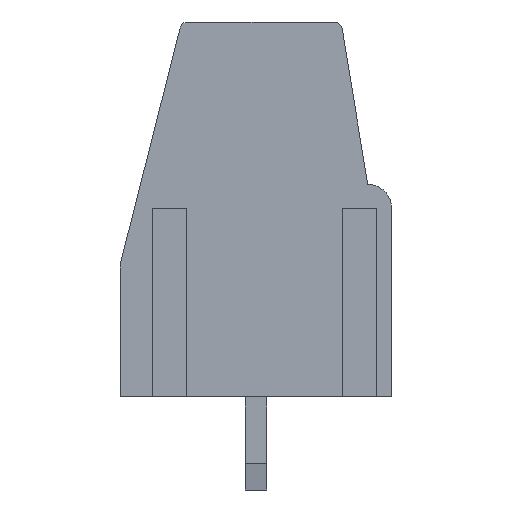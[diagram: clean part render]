
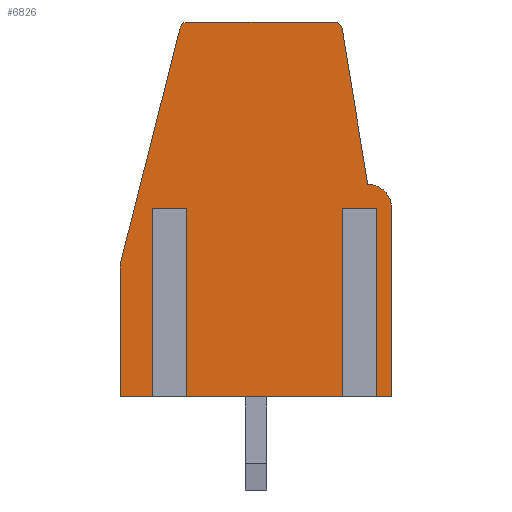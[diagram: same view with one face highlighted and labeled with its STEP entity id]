
A CAD part, left-side view. The second image highlights one B-rep face of the part: STEP entity #6826.
In plain terms, the highlighted planar face has unit normal (-1, 0, 0).
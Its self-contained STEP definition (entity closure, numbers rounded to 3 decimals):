
#4028 = VERTEX_POINT('',#4029);
#4029 = CARTESIAN_POINT('',(-33.02,2.586,14.1));
#4035 = EDGE_CURVE('',#4036,#4028,#4038,.T.);
#4036 = VERTEX_POINT('',#4037);
#4037 = CARTESIAN_POINT('',(-33.02,-2.925,14.1));
#4038 = LINE('',#4039,#4040);
#4039 = CARTESIAN_POINT('',(-33.02,-3.18,14.1));
#4040 = VECTOR('',#4041,1.);
#4041 = DIRECTION('',(0.,1.,0.));
#6110 = VERTEX_POINT('',#6111);
#6111 = CARTESIAN_POINT('',(-33.02,2.877,13.874));
#6117 = EDGE_CURVE('',#4028,#6110,#6118,.T.);
#6118 = CIRCLE('',#6119,0.3);
#6119 = AXIS2_PLACEMENT_3D('',#6120,#6121,#6122);
#6120 = CARTESIAN_POINT('',(-33.02,2.586,13.8));
#6121 = DIRECTION('',(-1.,0.,0.));
#6122 = DIRECTION('',(0.,-1.,0.));
#6826 = ADVANCED_FACE('',(#6827),#6951,.T.);
#6827 = FACE_BOUND('',#6828,.T.);
#6828 = EDGE_LOOP('',(#6829,#6839,#6847,#6855,#6863,#6871,#6880,#6888,
    #6895,#6896,#6897,#6905,#6913,#6921,#6929,#6937,#6945));
#6829 = ORIENTED_EDGE('',*,*,#6830,.F.);
#6830 = EDGE_CURVE('',#6831,#6833,#6835,.T.);
#6831 = VERTEX_POINT('',#6832);
#6832 = CARTESIAN_POINT('',(-33.02,-3.581,7.1));
#6833 = VERTEX_POINT('',#6834);
#6834 = CARTESIAN_POINT('',(-33.02,-3.581,0.));
#6835 = LINE('',#6836,#6837);
#6836 = CARTESIAN_POINT('',(-33.02,-3.581,6.7));
#6837 = VECTOR('',#6838,1.);
#6838 = DIRECTION('',(0.,0.,-1.));
#6839 = ORIENTED_EDGE('',*,*,#6840,.F.);
#6840 = EDGE_CURVE('',#6841,#6831,#6843,.T.);
#6841 = VERTEX_POINT('',#6842);
#6842 = CARTESIAN_POINT('',(-33.02,-4.179,7.1));
#6843 = LINE('',#6844,#6845);
#6844 = CARTESIAN_POINT('',(-33.02,-4.179,7.1));
#6845 = VECTOR('',#6846,1.);
#6846 = DIRECTION('',(0.,1.,0.));
#6847 = ORIENTED_EDGE('',*,*,#6848,.T.);
#6848 = EDGE_CURVE('',#6841,#6849,#6851,.T.);
#6849 = VERTEX_POINT('',#6850);
#6850 = CARTESIAN_POINT('',(-33.02,-4.179,0.));
#6851 = LINE('',#6852,#6853);
#6852 = CARTESIAN_POINT('',(-33.02,-4.179,6.7));
#6853 = VECTOR('',#6854,1.);
#6854 = DIRECTION('',(0.,0.,-1.));
#6855 = ORIENTED_EDGE('',*,*,#6856,.T.);
#6856 = EDGE_CURVE('',#6849,#6857,#6859,.T.);
#6857 = VERTEX_POINT('',#6858);
#6858 = CARTESIAN_POINT('',(-33.02,-5.08,0.));
#6859 = LINE('',#6860,#6861);
#6860 = CARTESIAN_POINT('',(-33.02,5.12,0.));
#6861 = VECTOR('',#6862,1.);
#6862 = DIRECTION('',(0.,-1.,0.));
#6863 = ORIENTED_EDGE('',*,*,#6864,.T.);
#6864 = EDGE_CURVE('',#6857,#6865,#6867,.T.);
#6865 = VERTEX_POINT('',#6866);
#6866 = CARTESIAN_POINT('',(-33.02,-5.08,7.1));
#6867 = LINE('',#6868,#6869);
#6868 = CARTESIAN_POINT('',(-33.02,-5.08,0.));
#6869 = VECTOR('',#6870,1.);
#6870 = DIRECTION('',(0.,0.,1.));
#6871 = ORIENTED_EDGE('',*,*,#6872,.T.);
#6872 = EDGE_CURVE('',#6865,#6873,#6875,.T.);
#6873 = VERTEX_POINT('',#6874);
#6874 = CARTESIAN_POINT('',(-33.02,-4.18,8.));
#6875 = CIRCLE('',#6876,0.9);
#6876 = AXIS2_PLACEMENT_3D('',#6877,#6878,#6879);
#6877 = CARTESIAN_POINT('',(-33.02,-4.18,7.1));
#6878 = DIRECTION('',(-1.,0.,0.));
#6879 = DIRECTION('',(0.,1.,0.));
#6880 = ORIENTED_EDGE('',*,*,#6881,.T.);
#6881 = EDGE_CURVE('',#6873,#6882,#6884,.T.);
#6882 = VERTEX_POINT('',#6883);
#6883 = CARTESIAN_POINT('',(-33.02,-3.221,13.849));
#6884 = LINE('',#6885,#6886);
#6885 = CARTESIAN_POINT('',(-33.02,-4.18,8.));
#6886 = VECTOR('',#6887,1.);
#6887 = DIRECTION('',(0.,0.162,0.987));
#6888 = ORIENTED_EDGE('',*,*,#6889,.T.);
#6889 = EDGE_CURVE('',#6882,#4036,#6890,.T.);
#6890 = CIRCLE('',#6891,0.3);
#6891 = AXIS2_PLACEMENT_3D('',#6892,#6893,#6894);
#6892 = CARTESIAN_POINT('',(-33.02,-2.925,13.8));
#6893 = DIRECTION('',(-1.,0.,0.));
#6894 = DIRECTION('',(0.,-1.,0.));
#6895 = ORIENTED_EDGE('',*,*,#4035,.T.);
#6896 = ORIENTED_EDGE('',*,*,#6117,.T.);
#6897 = ORIENTED_EDGE('',*,*,#6898,.T.);
#6898 = EDGE_CURVE('',#6110,#6899,#6901,.T.);
#6899 = VERTEX_POINT('',#6900);
#6900 = CARTESIAN_POINT('',(-33.02,5.12,5.));
#6901 = LINE('',#6902,#6903);
#6902 = CARTESIAN_POINT('',(-33.02,2.82,14.1));
#6903 = VECTOR('',#6904,1.);
#6904 = DIRECTION('',(0.,0.245,-0.97));
#6905 = ORIENTED_EDGE('',*,*,#6906,.T.);
#6906 = EDGE_CURVE('',#6899,#6907,#6909,.T.);
#6907 = VERTEX_POINT('',#6908);
#6908 = CARTESIAN_POINT('',(-33.02,5.12,0.));
#6909 = LINE('',#6910,#6911);
#6910 = CARTESIAN_POINT('',(-33.02,5.12,5.));
#6911 = VECTOR('',#6912,1.);
#6912 = DIRECTION('',(0.,0.,-1.));
#6913 = ORIENTED_EDGE('',*,*,#6914,.T.);
#6914 = EDGE_CURVE('',#6907,#6915,#6917,.T.);
#6915 = VERTEX_POINT('',#6916);
#6916 = CARTESIAN_POINT('',(-33.02,3.569,0.));
#6917 = LINE('',#6918,#6919);
#6918 = CARTESIAN_POINT('',(-33.02,5.12,0.));
#6919 = VECTOR('',#6920,1.);
#6920 = DIRECTION('',(0.,-1.,0.));
#6921 = ORIENTED_EDGE('',*,*,#6922,.F.);
#6922 = EDGE_CURVE('',#6923,#6915,#6925,.T.);
#6923 = VERTEX_POINT('',#6924);
#6924 = CARTESIAN_POINT('',(-33.02,3.569,7.1));
#6925 = LINE('',#6926,#6927);
#6926 = CARTESIAN_POINT('',(-33.02,3.569,6.7));
#6927 = VECTOR('',#6928,1.);
#6928 = DIRECTION('',(0.,0.,-1.));
#6929 = ORIENTED_EDGE('',*,*,#6930,.F.);
#6930 = EDGE_CURVE('',#6931,#6923,#6933,.T.);
#6931 = VERTEX_POINT('',#6932);
#6932 = CARTESIAN_POINT('',(-33.02,2.971,7.1));
#6933 = LINE('',#6934,#6935);
#6934 = CARTESIAN_POINT('',(-33.02,2.971,7.1));
#6935 = VECTOR('',#6936,1.);
#6936 = DIRECTION('',(0.,1.,0.));
#6937 = ORIENTED_EDGE('',*,*,#6938,.T.);
#6938 = EDGE_CURVE('',#6931,#6939,#6941,.T.);
#6939 = VERTEX_POINT('',#6940);
#6940 = CARTESIAN_POINT('',(-33.02,2.971,0.));
#6941 = LINE('',#6942,#6943);
#6942 = CARTESIAN_POINT('',(-33.02,2.971,6.7));
#6943 = VECTOR('',#6944,1.);
#6944 = DIRECTION('',(0.,0.,-1.));
#6945 = ORIENTED_EDGE('',*,*,#6946,.T.);
#6946 = EDGE_CURVE('',#6939,#6833,#6947,.T.);
#6947 = LINE('',#6948,#6949);
#6948 = CARTESIAN_POINT('',(-33.02,5.12,0.));
#6949 = VECTOR('',#6950,1.);
#6950 = DIRECTION('',(0.,-1.,0.));
#6951 = PLANE('',#6952);
#6952 = AXIS2_PLACEMENT_3D('',#6953,#6954,#6955);
#6953 = CARTESIAN_POINT('',(-33.02,-4.18,7.1));
#6954 = DIRECTION('',(-1.,0.,0.));
#6955 = DIRECTION('',(0.,-1.,0.));
